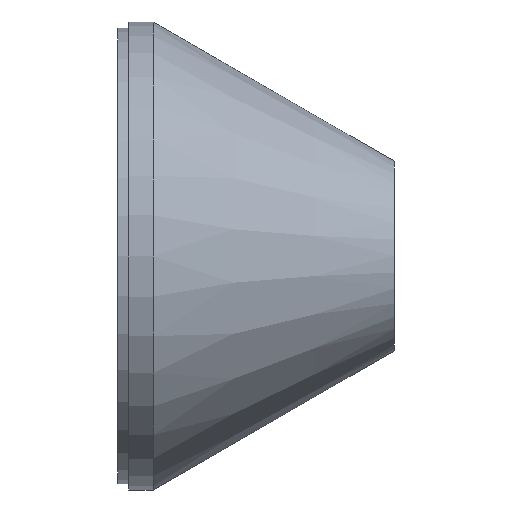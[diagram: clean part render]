
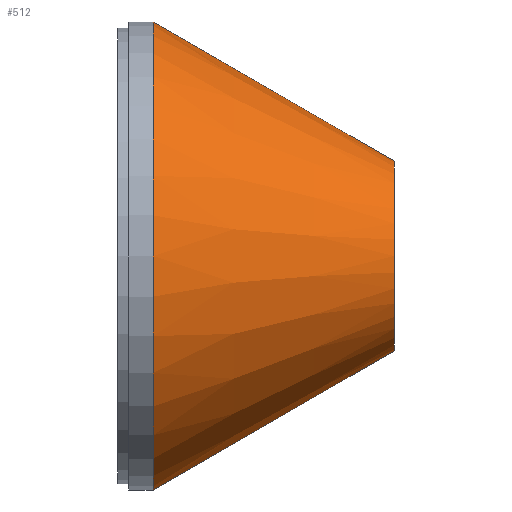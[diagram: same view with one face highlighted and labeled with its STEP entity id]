
A CAD part, front view. The second image highlights one B-rep face of the part: STEP entity #512.
In plain terms, the highlighted conical face has half-angle 30 degrees and reference radius 15 mm.
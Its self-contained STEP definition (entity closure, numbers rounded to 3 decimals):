
#97 = EDGE_LOOP ( 'NONE', ( #1001, #222, #967, #169 ) ) ;
#126 = VERTEX_POINT ( 'NONE', #495 ) ;
#156 = EDGE_CURVE ( 'NONE', #1110, #126, #1144, .T. ) ;
#162 = DIRECTION ( 'NONE',  ( 1., 0., 0. ) ) ;
#169 = ORIENTED_EDGE ( 'NONE', *, *, #443, .T. ) ;
#182 = CARTESIAN_POINT ( 'NONE',  ( 43.7, 0., -15. ) ) ;
#222 = ORIENTED_EDGE ( 'NONE', *, *, #1136, .F. ) ;
#271 = CARTESIAN_POINT ( 'NONE',  ( 43.7, 0., 0. ) ) ;
#379 = VERTEX_POINT ( 'NONE', #1118 ) ;
#389 = CARTESIAN_POINT ( 'NONE',  ( 43.7, 0., -15. ) ) ;
#435 = CARTESIAN_POINT ( 'NONE',  ( 43.7, 0., 0. ) ) ;
#436 = DIRECTION ( 'NONE',  ( 0., 0., -1. ) ) ;
#443 = EDGE_CURVE ( 'NONE', #126, #379, #686, .T. ) ;
#495 = CARTESIAN_POINT ( 'NONE',  ( 5.595, 0., 37. ) ) ;
#512 = ADVANCED_FACE ( 'NONE', ( #1522 ), #869, .T. ) ;
#566 = DIRECTION ( 'NONE',  ( 1., 0., 0. ) ) ;
#686 = CIRCLE ( 'NONE', #1256, 37. ) ;
#776 = CARTESIAN_POINT ( 'NONE',  ( 43.7, 0., 15. ) ) ;
#821 = DIRECTION ( 'NONE',  ( 0., 0., 1. ) ) ;
#855 = DIRECTION ( 'NONE',  ( -0.866, 0., -0.5 ) ) ;
#862 = CIRCLE ( 'NONE', #1224, 15. ) ;
#869 = CONICAL_SURFACE ( 'NONE', #999, 15., 0.524 ) ;
#892 = VECTOR ( 'NONE', #1408, 1000. ) ;
#900 = VERTEX_POINT ( 'NONE', #182 ) ;
#914 = EDGE_CURVE ( 'NONE', #900, #379, #1473, .T. ) ;
#928 = DIRECTION ( 'NONE',  ( 0., 0., -1. ) ) ;
#967 = ORIENTED_EDGE ( 'NONE', *, *, #156, .T. ) ;
#999 = AXIS2_PLACEMENT_3D ( 'NONE', #435, #1341, #821 ) ;
#1001 = ORIENTED_EDGE ( 'NONE', *, *, #914, .F. ) ;
#1095 = CARTESIAN_POINT ( 'NONE',  ( 43.7, 0., 15. ) ) ;
#1110 = VERTEX_POINT ( 'NONE', #1095 ) ;
#1118 = CARTESIAN_POINT ( 'NONE',  ( 5.595, 0., -37. ) ) ;
#1136 = EDGE_CURVE ( 'NONE', #1110, #900, #862, .T. ) ;
#1144 = LINE ( 'NONE', #776, #892 ) ;
#1224 = AXIS2_PLACEMENT_3D ( 'NONE', #271, #162, #436 ) ;
#1256 = AXIS2_PLACEMENT_3D ( 'NONE', #1537, #566, #928 ) ;
#1341 = DIRECTION ( 'NONE',  ( -1., 0., 0. ) ) ;
#1386 = VECTOR ( 'NONE', #855, 1000. ) ;
#1408 = DIRECTION ( 'NONE',  ( -0.866, 0., 0.5 ) ) ;
#1473 = LINE ( 'NONE', #389, #1386 ) ;
#1522 = FACE_OUTER_BOUND ( 'NONE', #97, .T. ) ;
#1537 = CARTESIAN_POINT ( 'NONE',  ( 5.595, 0., 0. ) ) ;
